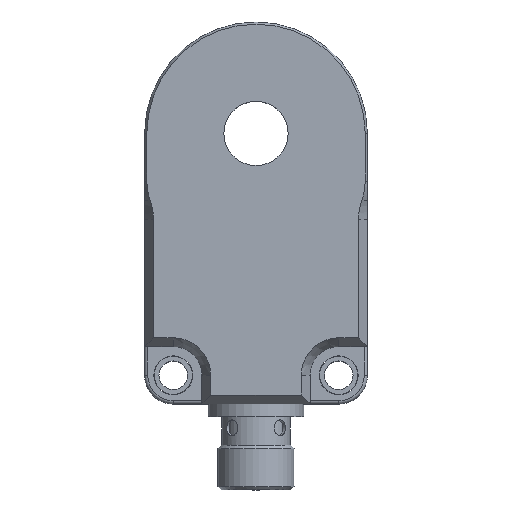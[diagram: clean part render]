
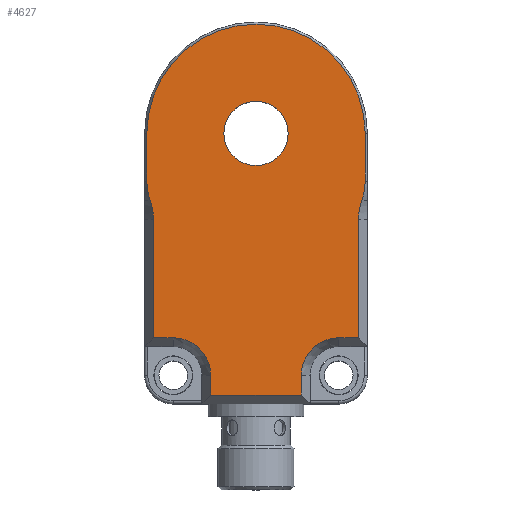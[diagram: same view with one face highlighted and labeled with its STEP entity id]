
A CAD part, top view. The second image highlights one B-rep face of the part: STEP entity #4627.
In plain terms, the highlighted planar face has unit normal (0, 0, 1).
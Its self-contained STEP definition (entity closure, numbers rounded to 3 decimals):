
#45=ELLIPSE('',#5137,11.807,10.225);
#46=ELLIPSE('',#5138,11.807,10.225);
#47=ELLIPSE('',#5140,11.807,10.225);
#48=ELLIPSE('',#5141,11.807,10.225);
#116=FACE_BOUND('',#696,.T.);
#215=PLANE('',#5136);
#433=FACE_OUTER_BOUND('',#695,.T.);
#695=EDGE_LOOP('',(#3855,#3856,#3857,#3858,#3859,#3860,#3861,#3862,#3863,
#3864,#3865,#3866,#3867,#3868,#3869,#3870));
#696=EDGE_LOOP('',(#3871));
#1041=LINE('',#8252,#1395);
#1047=LINE('',#8267,#1401);
#1048=LINE('',#8270,#1402);
#1051=LINE('',#8276,#1405);
#1052=LINE('',#8282,#1406);
#1053=LINE('',#8286,#1407);
#1054=LINE('',#8292,#1408);
#1055=LINE('',#8294,#1409);
#1056=LINE('',#8297,#1410);
#1395=VECTOR('',#6394,10.);
#1401=VECTOR('',#6408,10.);
#1402=VECTOR('',#6411,10.);
#1405=VECTOR('',#6416,10.);
#1406=VECTOR('',#6421,10.);
#1407=VECTOR('',#6424,10.);
#1408=VECTOR('',#6429,10.);
#1409=VECTOR('',#6430,10.);
#1410=VECTOR('',#6433,10.);
#1690=CIRCLE('',#5133,5.886);
#1691=CIRCLE('',#5139,17.154);
#1692=CIRCLE('',#5142,5.886);
#1693=CIRCLE('',#5143,5.05);
#2099=VERTEX_POINT('',#8249);
#2100=VERTEX_POINT('',#8251);
#2102=VERTEX_POINT('',#8257);
#2104=VERTEX_POINT('',#8263);
#2106=VERTEX_POINT('',#8269);
#2108=VERTEX_POINT('',#8275);
#2109=VERTEX_POINT('',#8277);
#2110=VERTEX_POINT('',#8279);
#2111=VERTEX_POINT('',#8281);
#2112=VERTEX_POINT('',#8283);
#2113=VERTEX_POINT('',#8285);
#2114=VERTEX_POINT('',#8287);
#2115=VERTEX_POINT('',#8289);
#2116=VERTEX_POINT('',#8291);
#2117=VERTEX_POINT('',#8293);
#2118=VERTEX_POINT('',#8295);
#2119=VERTEX_POINT('',#8298);
#2726=EDGE_CURVE('',#2099,#2100,#1041,.T.);
#2731=EDGE_CURVE('',#2100,#2102,#1690,.T.);
#2734=EDGE_CURVE('',#2102,#2104,#1047,.T.);
#2735=EDGE_CURVE('',#2104,#2106,#1048,.T.);
#2738=EDGE_CURVE('',#2099,#2108,#1051,.T.);
#2739=EDGE_CURVE('',#2108,#2109,#45,.T.);
#2740=EDGE_CURVE('',#2110,#2109,#46,.T.);
#2741=EDGE_CURVE('',#2111,#2110,#1052,.T.);
#2742=EDGE_CURVE('',#2112,#2111,#1691,.T.);
#2743=EDGE_CURVE('',#2113,#2112,#1053,.T.);
#2744=EDGE_CURVE('',#2114,#2113,#47,.T.);
#2745=EDGE_CURVE('',#2114,#2115,#48,.T.);
#2746=EDGE_CURVE('',#2115,#2116,#1054,.T.);
#2747=EDGE_CURVE('',#2117,#2116,#1055,.T.);
#2748=EDGE_CURVE('',#2118,#2117,#1692,.T.);
#2749=EDGE_CURVE('',#2106,#2118,#1056,.T.);
#2750=EDGE_CURVE('',#2119,#2119,#1693,.T.);
#3855=ORIENTED_EDGE('',*,*,#2734,.F.);
#3856=ORIENTED_EDGE('',*,*,#2731,.F.);
#3857=ORIENTED_EDGE('',*,*,#2726,.F.);
#3858=ORIENTED_EDGE('',*,*,#2738,.T.);
#3859=ORIENTED_EDGE('',*,*,#2739,.T.);
#3860=ORIENTED_EDGE('',*,*,#2740,.F.);
#3861=ORIENTED_EDGE('',*,*,#2741,.F.);
#3862=ORIENTED_EDGE('',*,*,#2742,.F.);
#3863=ORIENTED_EDGE('',*,*,#2743,.F.);
#3864=ORIENTED_EDGE('',*,*,#2744,.F.);
#3865=ORIENTED_EDGE('',*,*,#2745,.T.);
#3866=ORIENTED_EDGE('',*,*,#2746,.T.);
#3867=ORIENTED_EDGE('',*,*,#2747,.F.);
#3868=ORIENTED_EDGE('',*,*,#2748,.F.);
#3869=ORIENTED_EDGE('',*,*,#2749,.F.);
#3870=ORIENTED_EDGE('',*,*,#2735,.F.);
#3871=ORIENTED_EDGE('',*,*,#2750,.T.);
#4627=ADVANCED_FACE('',(#433,#116),#215,.T.);
#5133=AXIS2_PLACEMENT_3D('',#8261,#6402,#6403);
#5136=AXIS2_PLACEMENT_3D('',#8274,#6414,#6415);
#5137=AXIS2_PLACEMENT_3D('',#8278,#6417,#6418);
#5138=AXIS2_PLACEMENT_3D('',#8280,#6419,#6420);
#5139=AXIS2_PLACEMENT_3D('',#8284,#6422,#6423);
#5140=AXIS2_PLACEMENT_3D('',#8288,#6425,#6426);
#5141=AXIS2_PLACEMENT_3D('',#8290,#6427,#6428);
#5142=AXIS2_PLACEMENT_3D('',#8296,#6431,#6432);
#5143=AXIS2_PLACEMENT_3D('',#8299,#6434,#6435);
#6394=DIRECTION('',(-1.,0.,0.));
#6402=DIRECTION('center_axis',(0.,0.,1.));
#6403=DIRECTION('ref_axis',(-0.707,0.707,0.));
#6408=DIRECTION('',(0.,-1.,0.));
#6411=DIRECTION('',(-1.,0.,0.));
#6414=DIRECTION('center_axis',(0.,0.,1.));
#6415=DIRECTION('ref_axis',(1.,0.,0.));
#6416=DIRECTION('',(0.,1.,0.));
#6417=DIRECTION('center_axis',(0.,0.,-1.));
#6418=DIRECTION('ref_axis',(-1.,0.,0.));
#6419=DIRECTION('center_axis',(0.,0.,
-1.));
#6420=DIRECTION('ref_axis',(1.,0.,0.));
#6421=DIRECTION('',(0.,-1.,0.));
#6422=DIRECTION('center_axis',(0.,0.,-1.));
#6423=DIRECTION('ref_axis',(1.,0.,0.));
#6424=DIRECTION('',(0.,1.,0.));
#6425=DIRECTION('center_axis',(0.,0.,
-1.));
#6426=DIRECTION('ref_axis',(-1.,0.,0.));
#6427=DIRECTION('center_axis',(0.,0.,-1.));
#6428=DIRECTION('ref_axis',(1.,0.,0.));
#6429=DIRECTION('',(0.,-1.,0.));
#6430=DIRECTION('',(-1.,0.,0.));
#6431=DIRECTION('center_axis',(0.,0.,1.));
#6432=DIRECTION('ref_axis',(0.707,0.707,0.));
#6433=DIRECTION('',(0.,1.,0.));
#6434=DIRECTION('center_axis',(0.,0.,-1.));
#6435=DIRECTION('ref_axis',(-1.,0.,0.));
#8249=CARTESIAN_POINT('',(16.114,10.386,20.));
#8251=CARTESIAN_POINT('',(13.,10.386,20.));
#8252=CARTESIAN_POINT('',(4.25,10.386,20.));
#8257=CARTESIAN_POINT('',(7.114,4.5,20.));
#8261=CARTESIAN_POINT('Origin',(13.,4.5,20.));
#8263=CARTESIAN_POINT('',(7.114,1.386,20.));
#8267=CARTESIAN_POINT('',(7.114,15.,20.));
#8269=CARTESIAN_POINT('',(-7.114,1.386,20.));
#8270=CARTESIAN_POINT('',(-8.75,1.386,20.));
#8274=CARTESIAN_POINT('Origin',(0.,30.,20.));
#8275=CARTESIAN_POINT('',(16.114,29.,20.));
#8276=CARTESIAN_POINT('',(16.114,19.5,20.));
#8277=CARTESIAN_POINT('',(16.634,32.,20.));
#8278=CARTESIAN_POINT('Origin',(27.921,29.,20.));
#8279=CARTESIAN_POINT('',(17.154,35.,20.));
#8280=CARTESIAN_POINT('Origin',(5.347,35.,20.));
#8281=CARTESIAN_POINT('',(17.154,42.5,20.));
#8282=CARTESIAN_POINT('',(17.154,15.,20.));
#8283=CARTESIAN_POINT('',(-17.154,42.5,20.));
#8284=CARTESIAN_POINT('Origin',(0.,42.5,20.));
#8285=CARTESIAN_POINT('',(-17.154,35.,20.));
#8286=CARTESIAN_POINT('',(-17.154,36.25,20.));
#8287=CARTESIAN_POINT('',(-16.634,32.,20.));
#8288=CARTESIAN_POINT('Origin',(-5.347,35.,20.));
#8289=CARTESIAN_POINT('',(-16.114,29.,20.));
#8290=CARTESIAN_POINT('Origin',(-27.921,29.,20.));
#8291=CARTESIAN_POINT('',(-16.114,10.386,20.));
#8292=CARTESIAN_POINT('',(-16.114,19.5,20.));
#8293=CARTESIAN_POINT('',(-13.,10.386,20.));
#8294=CARTESIAN_POINT('',(-8.75,10.386,20.));
#8295=CARTESIAN_POINT('',(-7.114,4.5,20.));
#8296=CARTESIAN_POINT('Origin',(-13.,4.5,20.));
#8297=CARTESIAN_POINT('',(-7.114,19.5,20.));
#8298=CARTESIAN_POINT('',(5.05,42.5,20.));
#8299=CARTESIAN_POINT('Origin',(0.,42.5,20.));
